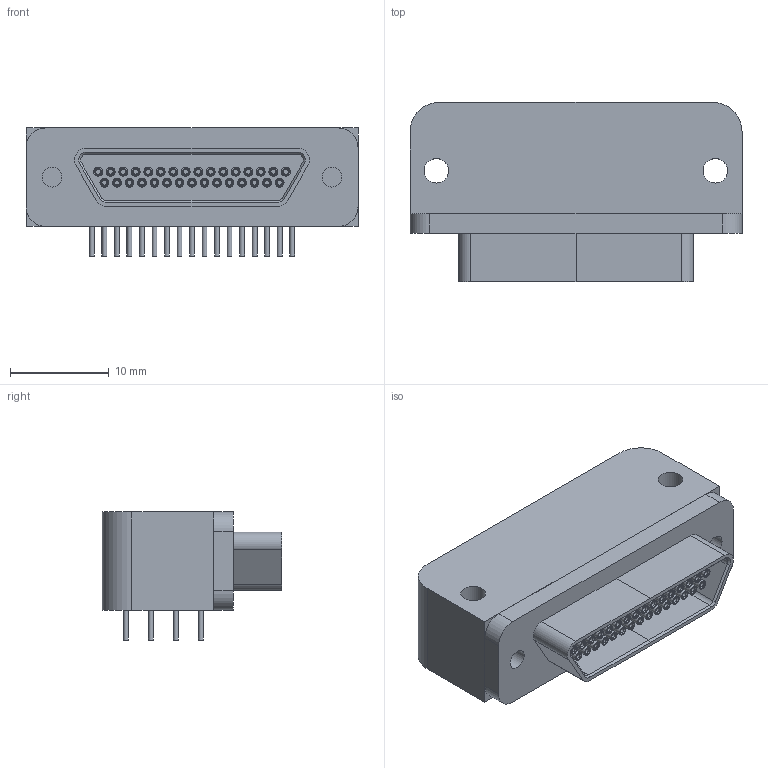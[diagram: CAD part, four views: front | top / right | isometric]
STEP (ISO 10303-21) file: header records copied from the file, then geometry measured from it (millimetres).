
FILE_DESCRIPTION(('FreeCAD Model'),'2;1');
FILE_NAME('Open CASCADE Shape Model','2024-11-06T15:37:26',(''),(''), 'Open CASCADE STEP processor 7.6','FreeCAD','Unknown');
FILE_SCHEMA(('AUTOMOTIVE_DESIGN { 1 0 10303 214 1 1 1 1 }'));
Length unit declared in the file: millimetre
Products named in the file (31): microD; base; flange; pin; Array001; Pad004; Array002; Array003; Array; Array001 (mirrored)004; Array001 (mirrored); Array001 (mirrored)001; Array001 (mirrored)002; Array001 (mirrored)003; Array002 (mirrored)004; Array002 (mirrored); Array002 (mirrored)001; Array002 (mirrored)002; Array002 (mirrored)003; Array003 (mirrored)003; Array003 (mirrored); Array003 (mirrored)001; Array003 (mirrored)002; Array (mirrored)004; Array (mirrored); Array (mirrored)001; Array (mirrored)002; Array (mirrored)003; Array004; Body001; Array005
Assembly tree (74 placements, depth 3):
  microD
    base
    flange
    pin
    Array001
      Pad004  x4
    Array002
      Pad004  x4
    Array003
      Pad004  x3
    Array
      Pad004  x4
    Array001 (mirrored)004
      Array001 (mirrored)
      Array001 (mirrored)001
      Array001 (mirrored)002
      Array001 (mirrored)003
    Array002 (mirrored)004
      Array002 (mirrored)
      Array002 (mirrored)001
      Array002 (mirrored)002
      Array002 (mirrored)003
    Array003 (mirrored)003
      Array003 (mirrored)
      Array003 (mirrored)001
      Array003 (mirrored)002
    Array (mirrored)004
      Array (mirrored)
      Array (mirrored)001
      Array (mirrored)002
      Array (mirrored)003
    Array004
      Body001  x16
    Array005
      Body001  x15
Bounding box: 33.7 x 18.2 x 13 mm (x, y, z)
Volume: 4538.6 mm3; surface area: 3794.7 mm2
Topology: 64 solids, 64 shells, 306 faces, 481 edges, 307 vertices
Faces by surface type: plane 158, cylinder 113, cone 35
Full cylindrical faces by diameter (mm): 0.5 x62, 0.9 x31, 2 x4, 2.5 x2
Entity records: 4322 total; most frequent: DIRECTION 660, CARTESIAN_POINT 517, ORIENTED_EDGE 398, AXIS2_PLACEMENT_3D 272, EDGE_CURVE 199, VERTEX_POINT 129, FACE_BOUND 128, EDGE_LOOP 128
